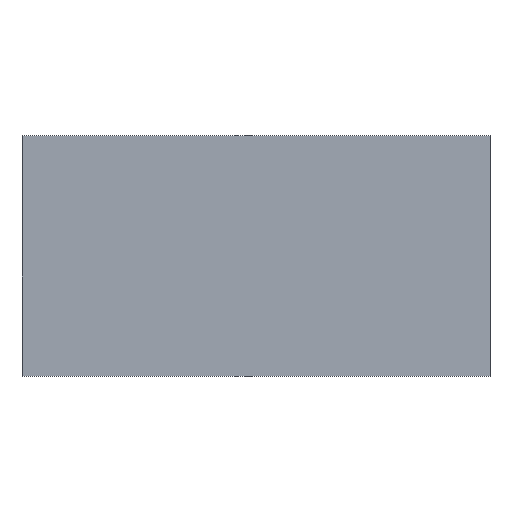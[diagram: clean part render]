
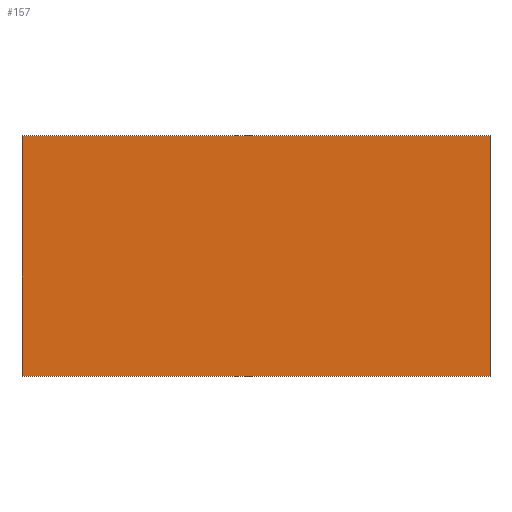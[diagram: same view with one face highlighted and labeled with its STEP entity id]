
A CAD part, top view. The second image highlights one B-rep face of the part: STEP entity #157.
In plain terms, the highlighted planar face has unit normal (0, 0, 1).
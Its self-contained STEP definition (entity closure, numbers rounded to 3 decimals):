
#8 = DIRECTION ( 'NONE',  ( 1., 0., 0. ) ) ;
#9 = CARTESIAN_POINT ( 'NONE',  ( 74., -38., 10. ) ) ;
#12 = FACE_OUTER_BOUND ( 'NONE', #74, .T. ) ;
#24 = LINE ( 'NONE', #180, #135 ) ;
#27 = DIRECTION ( 'NONE',  ( 0., 0., -1. ) ) ;
#29 = DIRECTION ( 'NONE',  ( -1., 0., 0. ) ) ;
#30 = CARTESIAN_POINT ( 'NONE',  ( -74., 38., 10. ) ) ;
#32 = VECTOR ( 'NONE', #160, 1000. ) ;
#38 = ORIENTED_EDGE ( 'NONE', *, *, #171, .T. ) ;
#41 = ORIENTED_EDGE ( 'NONE', *, *, #152, .T. ) ;
#57 = VERTEX_POINT ( 'NONE', #158 ) ;
#61 = ORIENTED_EDGE ( 'NONE', *, *, #212, .T. ) ;
#67 = LINE ( 'NONE', #30, #129 ) ;
#74 = EDGE_LOOP ( 'NONE', ( #172, #61, #38, #41 ) ) ;
#102 = LINE ( 'NONE', #147, #168 ) ;
#124 = DIRECTION ( 'NONE',  ( -1., 0., 0. ) ) ;
#126 = CARTESIAN_POINT ( 'NONE',  ( 74., -38., 10. ) ) ;
#129 = VECTOR ( 'NONE', #124, 1000. ) ;
#135 = VECTOR ( 'NONE', #8, 1000. ) ;
#147 = CARTESIAN_POINT ( 'NONE',  ( -74., -38., 10. ) ) ;
#149 = AXIS2_PLACEMENT_3D ( 'NONE', #231, #27, #29 ) ;
#152 = EDGE_CURVE ( 'NONE', #57, #191, #24, .T. ) ;
#157 = ADVANCED_FACE ( 'NONE', ( #12 ), #201, .F. ) ;
#158 = CARTESIAN_POINT ( 'NONE',  ( -74., -38., 10. ) ) ;
#159 = CARTESIAN_POINT ( 'NONE',  ( -74., 38., 10. ) ) ;
#160 = DIRECTION ( 'NONE',  ( 0., 1., 0. ) ) ;
#168 = VECTOR ( 'NONE', #220, 1000. ) ;
#170 = VERTEX_POINT ( 'NONE', #176 ) ;
#171 = EDGE_CURVE ( 'NONE', #211, #57, #102, .T. ) ;
#172 = ORIENTED_EDGE ( 'NONE', *, *, #222, .T. ) ;
#176 = CARTESIAN_POINT ( 'NONE',  ( 74., 38., 10. ) ) ;
#180 = CARTESIAN_POINT ( 'NONE',  ( -74., -38., 10. ) ) ;
#191 = VERTEX_POINT ( 'NONE', #9 ) ;
#199 = LINE ( 'NONE', #126, #32 ) ;
#201 = PLANE ( 'NONE',  #149 ) ;
#211 = VERTEX_POINT ( 'NONE', #159 ) ;
#212 = EDGE_CURVE ( 'NONE', #170, #211, #67, .T. ) ;
#220 = DIRECTION ( 'NONE',  ( 0., -1., 0. ) ) ;
#222 = EDGE_CURVE ( 'NONE', #191, #170, #199, .T. ) ;
#231 = CARTESIAN_POINT ( 'NONE',  ( 0., 0., 10. ) ) ;
